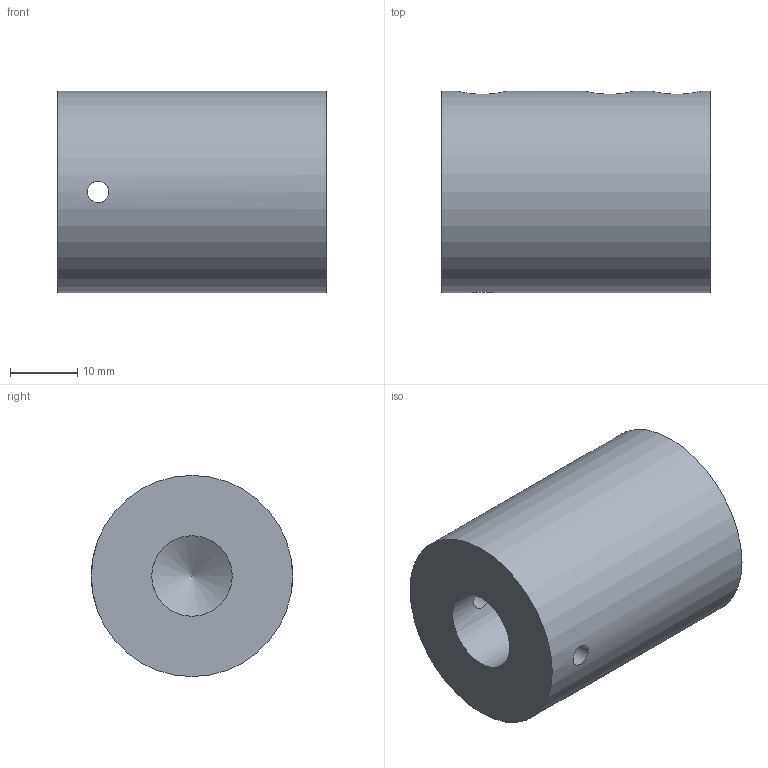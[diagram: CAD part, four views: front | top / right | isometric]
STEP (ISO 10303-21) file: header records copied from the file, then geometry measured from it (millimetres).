
FILE_DESCRIPTION( ( '' ), ' ' );
FILE_NAME( '5ed327299a1f740f8e4cca98.step', '2020-05-31T03:40:26', ( '' ), ( '' ), ' ', ' ', ' ' );
FILE_SCHEMA( ( 'AUTOMOTIVE_DESIGN { 1 0 10303 214 1 1 1 1 }' ) );
Length unit declared in the file: metre
Products named in the file (1): Motor Lock
Bounding box: 40 x 30 x 30 mm (x, y, z)
Volume: 24554.1 mm3; surface area: 6726.2 mm2
Topology: 1 solids, 1 shells, 17 faces, 67 edges, 53 vertices
Faces by surface type: cylinder 10, plane 5, cone 2
Full cylindrical faces by diameter (mm): 3.242 x4, 7.1 x3, 10 x1, 12 x1, 30 x1
Entity records: 1220 total; most frequent: CARTESIAN_POINT 624, ORIENTED_EDGE 92, DIRECTION 60, VERTEX_POINT 48, EDGE_CURVE 46, EDGE_LOOP 40, B_SPLINE_CURVE_WITH_KNOTS 34, AXIS2_PLACEMENT_3D 30
